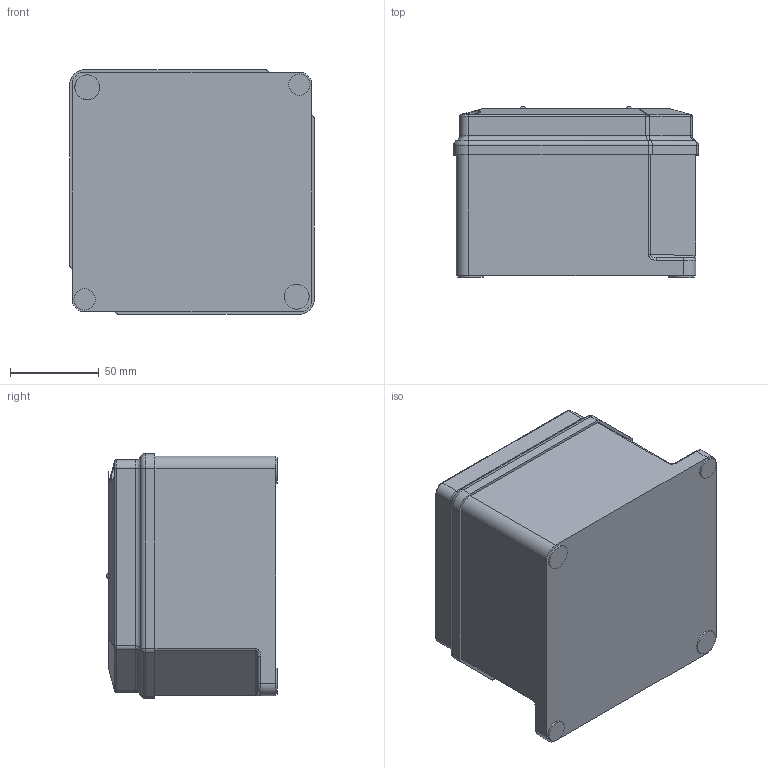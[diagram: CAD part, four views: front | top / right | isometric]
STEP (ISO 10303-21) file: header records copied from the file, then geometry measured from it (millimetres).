
FILE_DESCRIPTION(/* description */ (''),/* implementation_level */ '2;1');
FILE_NAME(/* name */ '940017.stp',/* time_stamp */ '2023-07-01T12:57:27+05:00',/* author */ ('pradhakrishnan'),/* organization */ (''),/* preprocessor_version */ 'ST-DEVELOPER v18',/* originating_system */ 'Autodesk Inventor 2020',/* authorisation */ '');
FILE_SCHEMA (('AUTOMOTIVE_DESIGN { 1 0 10303 214 3 1 1 }'));
Products named in the file (1): 940017
Bounding box: 138 x 96.3 x 138 mm (x, y, z)
Volume: 1632516.3 mm3; surface area: 84379.1 mm2
Topology: 1 solids, 1 shells, 2858 faces, 7655 edges, 5067 vertices
Faces by surface type: plane 2226, bspline 538, cylinder 76, torus 10, cone 4, sphere 4
Full cylindrical faces by diameter (mm): 8.5 x2, 9.5 x2, 12 x2, 14 x2
Entity records: 93821 total; most frequent: CARTESIAN_POINT 22757, ORIENTED_EDGE 15298, DIRECTION 11508, EDGE_CURVE 7649, LINE 6408, VECTOR 6408, VERTEX_POINT 5067, EDGE_LOOP 3132
